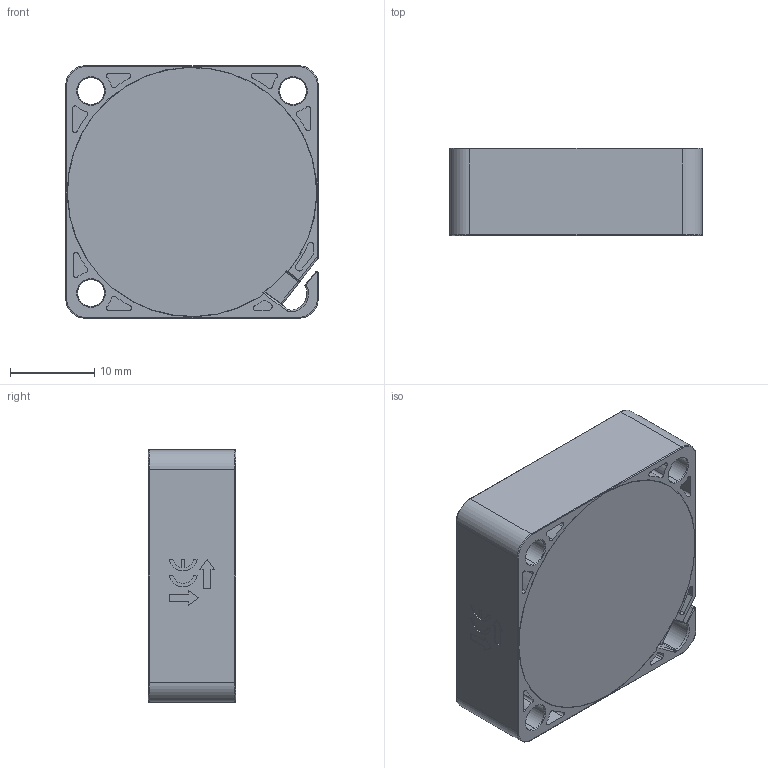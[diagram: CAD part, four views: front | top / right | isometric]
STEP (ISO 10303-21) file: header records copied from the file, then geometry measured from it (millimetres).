
FILE_DESCRIPTION((''),'2;1');
FILE_NAME('MF3010_K201004120G_','2025-03-06T14:08:46',('TF240055'),(''),'CREO PARAMETRIC BY PTC INC, 2020053','CREO PARAMETRIC BY PTC INC, 2020053','');
FILE_SCHEMA(('CONFIG_CONTROL_DESIGN'));
Length unit declared in the file: millimetre
Products named in the file (1): MF3010_K201004120G_
Bounding box: 30 x 10.4 x 30 mm (x, y, z)
Volume: 8641.6 mm3; surface area: 3880.7 mm2
Topology: 1 solids, 1 shells, 217 faces, 548 edges, 349 vertices
Faces by surface type: cylinder 94, plane 75, torus 19, cone 14, bspline 14, sphere 1
Entity records: 7143 total; most frequent: CARTESIAN_POINT 1835, DIRECTION 1123, ORIENTED_EDGE 1094, EDGE_CURVE 547, AXIS2_PLACEMENT_3D 421, VERTEX_POINT 349, VECTOR 281, LINE 281
